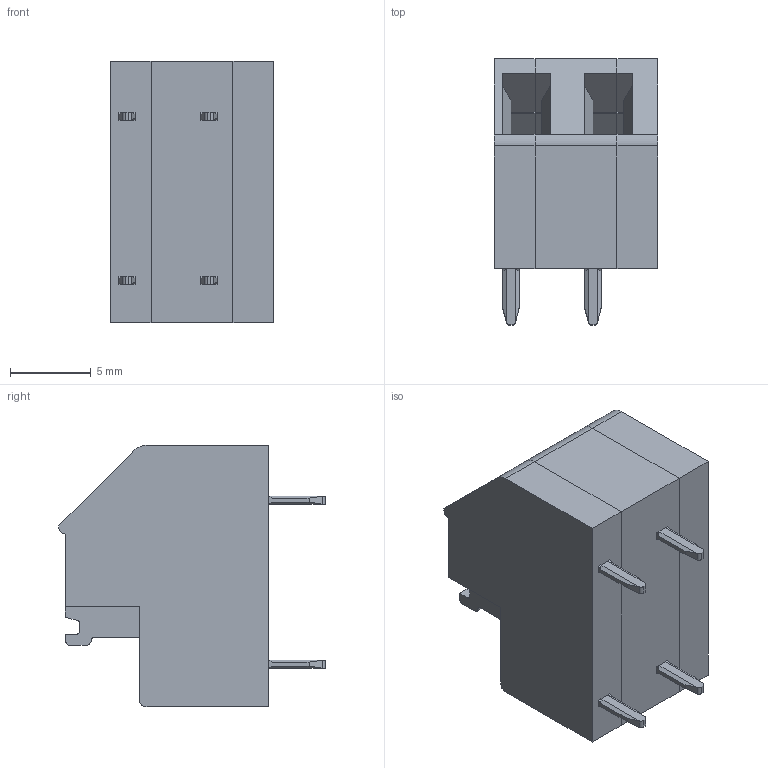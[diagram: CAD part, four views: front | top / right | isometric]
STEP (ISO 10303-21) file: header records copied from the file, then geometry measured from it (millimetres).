
FILE_DESCRIPTION( ( 'Unknown' ), '1' );
FILE_NAME( '691415520002.stp', 'Unknown', ( 'Unknown' ), ( 'Unknown' ), 'PSStep 18.0.17', 'Unknown', ' ' );
FILE_SCHEMA( ( 'AUTOMOTIVE_DESIGN { 1 0 10303 214 1 1 1 1 }' ) );
Length unit declared in the file: millimetre
Products named in the file (4): Assem1; CTL5.08_SX; 691415520002; CTL5.08_DX
Assembly tree (3 placements, depth 2):
  Assem1
    CTL5.08_SX
    691415520002
    CTL5.08_DX
Bounding box: 10.16 x 16.5 x 16.2 mm (x, y, z)
Volume: 1558.1 mm3; surface area: 1831.4 mm2
Topology: 3 solids, 3 shells, 259 faces, 719 edges, 470 vertices
Faces by surface type: plane 204, cylinder 55
Entity records: 10441 total; most frequent: CARTESIAN_POINT 1572, ORIENTED_EDGE 1438, DIRECTION 1349, EDGE_CURVE 719, LINE 611, VECTOR 611, VERTEX_POINT 470, AXIS2_PLACEMENT_3D 369
